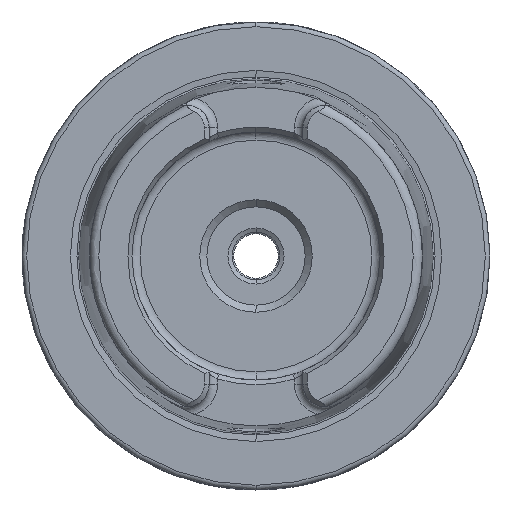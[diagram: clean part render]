
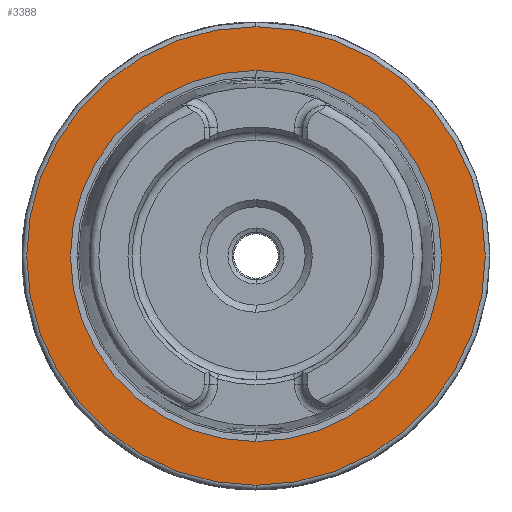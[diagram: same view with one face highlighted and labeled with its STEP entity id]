
A CAD part, left-side view. The second image highlights one B-rep face of the part: STEP entity #3388.
In plain terms, the highlighted planar face has unit normal (-1, 0, 0).
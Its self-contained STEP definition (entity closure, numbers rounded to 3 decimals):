
#176 = EDGE_CURVE ( 'NONE', #5668, #4039, #6071, .T. ) ;
#263 = FACE_BOUND ( 'NONE', #1197, .T. ) ;
#322 = AXIS2_PLACEMENT_3D ( 'NONE', #3147, #3395, #3166 ) ;
#445 = VERTEX_POINT ( 'NONE', #5944 ) ;
#449 = DIRECTION ( 'NONE',  ( 1., 0., 0. ) ) ;
#506 = CARTESIAN_POINT ( 'NONE',  ( 0.05, 0., -49. ) ) ;
#758 = AXIS2_PLACEMENT_3D ( 'NONE', #3909, #4898, #1869 ) ;
#1000 = EDGE_LOOP ( 'NONE', ( #2513, #1017 ) ) ;
#1017 = ORIENTED_EDGE ( 'NONE', *, *, #176, .F. ) ;
#1197 = EDGE_LOOP ( 'NONE', ( #5903, #4962 ) ) ;
#1348 = AXIS2_PLACEMENT_3D ( 'NONE', #2123, #5620, #2631 ) ;
#1469 = AXIS2_PLACEMENT_3D ( 'NONE', #3502, #449, #4011 ) ;
#1536 = DIRECTION ( 'NONE',  ( 1., 0., 0. ) ) ;
#1617 = CIRCLE ( 'NONE', #1348, 49. ) ;
#1869 = DIRECTION ( 'NONE',  ( 0., 0., 1. ) ) ;
#2123 = CARTESIAN_POINT ( 'NONE',  ( 0.05, 0., 0. ) ) ;
#2513 = ORIENTED_EDGE ( 'NONE', *, *, #2776, .F. ) ;
#2631 = DIRECTION ( 'NONE',  ( 0., 0., -1. ) ) ;
#2776 = EDGE_CURVE ( 'NONE', #4039, #5668, #1617, .T. ) ;
#3147 = CARTESIAN_POINT ( 'NONE',  ( 0.05, 0., 0. ) ) ;
#3166 = DIRECTION ( 'NONE',  ( 0., 0., -1. ) ) ;
#3368 = VERTEX_POINT ( 'NONE', #4851 ) ;
#3388 = ADVANCED_FACE ( 'NONE', ( #263, #5758 ), #4409, .T. ) ;
#3395 = DIRECTION ( 'NONE',  ( 1., 0., 0. ) ) ;
#3502 = CARTESIAN_POINT ( 'NONE',  ( 0.05, 0., 0. ) ) ;
#3523 = EDGE_CURVE ( 'NONE', #3368, #445, #5005, .T. ) ;
#3909 = CARTESIAN_POINT ( 'NONE',  ( 0.05, 39.647, 0. ) ) ;
#4011 = DIRECTION ( 'NONE',  ( 0., 0., -1. ) ) ;
#4039 = VERTEX_POINT ( 'NONE', #506 ) ;
#4409 = PLANE ( 'NONE',  #758 ) ;
#4575 = CARTESIAN_POINT ( 'NONE',  ( 0.05, 0., 0. ) ) ;
#4585 = CARTESIAN_POINT ( 'NONE',  ( 0.05, 0., 49. ) ) ;
#4851 = CARTESIAN_POINT ( 'NONE',  ( 0.05, 0., 39.647 ) ) ;
#4898 = DIRECTION ( 'NONE',  ( -1., 0., 0. ) ) ;
#4962 = ORIENTED_EDGE ( 'NONE', *, *, #5307, .T. ) ;
#5005 = CIRCLE ( 'NONE', #6478, 39.647 ) ;
#5053 = DIRECTION ( 'NONE',  ( 0., 0., -1. ) ) ;
#5307 = EDGE_CURVE ( 'NONE', #445, #3368, #5404, .T. ) ;
#5404 = CIRCLE ( 'NONE', #1469, 39.647 ) ;
#5620 = DIRECTION ( 'NONE',  ( 1., 0., 0. ) ) ;
#5668 = VERTEX_POINT ( 'NONE', #4585 ) ;
#5758 = FACE_OUTER_BOUND ( 'NONE', #1000, .T. ) ;
#5903 = ORIENTED_EDGE ( 'NONE', *, *, #3523, .T. ) ;
#5944 = CARTESIAN_POINT ( 'NONE',  ( 0.05, 0., -39.647 ) ) ;
#6071 = CIRCLE ( 'NONE', #322, 49. ) ;
#6478 = AXIS2_PLACEMENT_3D ( 'NONE', #4575, #1536, #5053 ) ;
